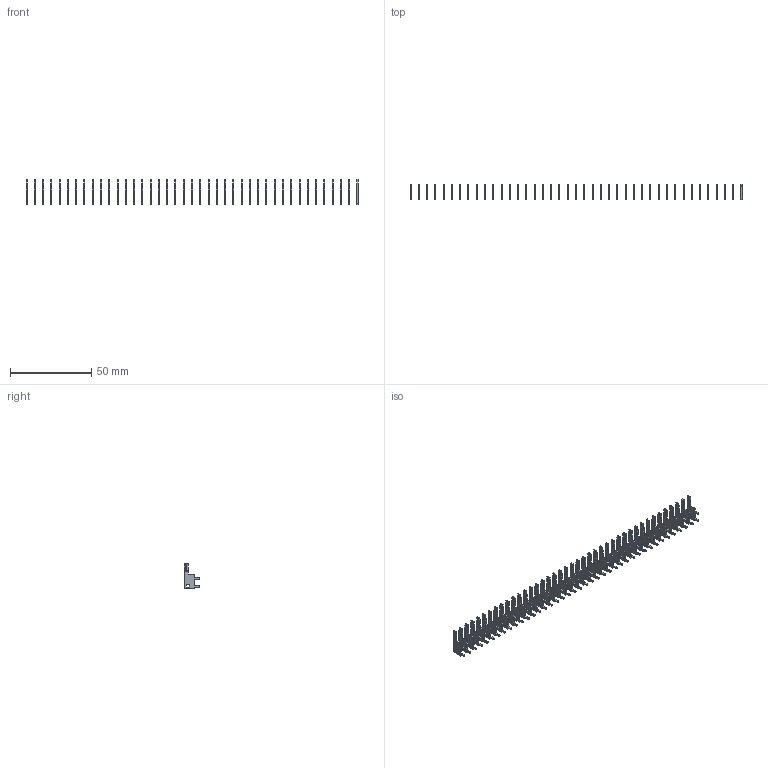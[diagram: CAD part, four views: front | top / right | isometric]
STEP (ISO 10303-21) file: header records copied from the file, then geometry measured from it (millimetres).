
FILE_DESCRIPTION (( 'STEP AP203' ), '1' );
FILE_NAME ('105-041-201-200.STEP', '2020-04-07T23:58:13', ( '' ), ( '' ), 'SwSTEP 2.0', 'SolidWorks 2016', '' );
FILE_SCHEMA (( 'CONFIG_CONTROL_DESIGN' ));
Length unit declared in the file: inch
Products named in the file (2): 100-290-001_100-290-201; 105-041-201-200
Assembly tree (41 placements, depth 2):
  105-041-201-200
    100-290-001_100-290-201  x41
Bounding box: 203.84 x 9.7 x 15.88 mm (x, y, z)
Volume: 2018.9 mm3; surface area: 8238.6 mm2
Topology: 41 solids, 41 shells, 1435 faces, 4059 edges, 2706 vertices
Faces by surface type: plane 1025, cylinder 410
Entity records: 2617 total; most frequent: DIRECTION 273, CARTESIAN_POINT 256, ORIENTED_EDGE 198, AXIS2_PLACEMENT_3D 99, EDGE_CURVE 99, COORDINATED_UNIVERSAL_TIME_OFFSET 92, DATE_AND_TIME 92, LOCAL_TIME 92
